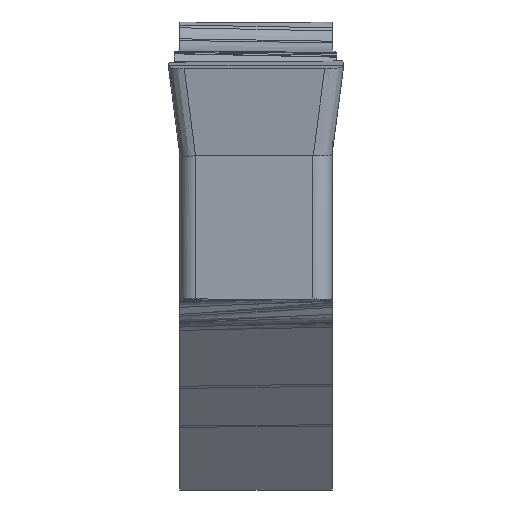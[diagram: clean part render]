
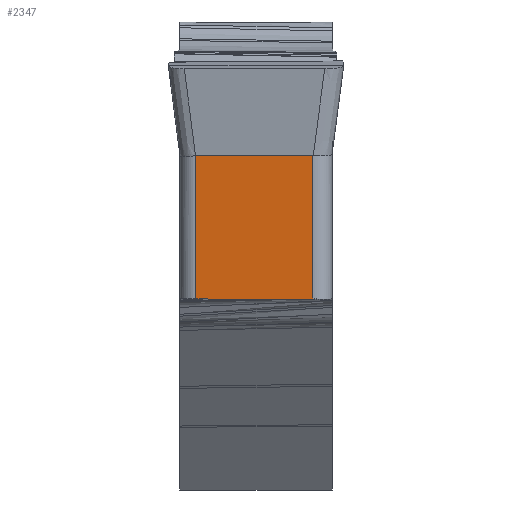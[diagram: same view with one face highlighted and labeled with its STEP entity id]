
A CAD part, front view. The second image highlights one B-rep face of the part: STEP entity #2347.
In plain terms, the highlighted planar face has unit normal (-0.087, -0.996, -0.035).
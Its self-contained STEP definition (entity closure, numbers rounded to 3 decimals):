
#293=DIRECTION('',(0.,-0.035,0.999));
#294=VECTOR('',#293,2.446);
#295=CARTESIAN_POINT('',(-1.026,0.357,
-3.923));
#296=LINE('',#295,#294);
#331=DIRECTION('',(-0.996,0.087,0.));
#332=VECTOR('',#331,2.008);
#333=CARTESIAN_POINT('',(0.974,0.097,
-1.478));
#334=LINE('',#333,#332);
#348=DIRECTION('',(0.,0.035,-0.999));
#349=VECTOR('',#348,2.438);
#350=CARTESIAN_POINT('',(0.974,0.097,
-1.478));
#351=LINE('',#350,#349);
#377=CARTESIAN_POINT('',(0.974,0.183,
-3.94));
#378=CARTESIAN_POINT('',(0.933,0.187,
-3.94));
#379=CARTESIAN_POINT('',(0.846,0.194,
-3.94));
#380=CARTESIAN_POINT('',(0.695,0.207,
-3.939));
#381=CARTESIAN_POINT('',(0.529,0.222,
-3.939));
#382=CARTESIAN_POINT('',(0.352,0.237,
-3.938));
#383=CARTESIAN_POINT('',(0.166,0.254,
-3.938));
#384=CARTESIAN_POINT('',(-0.023,0.27,
-3.937));
#385=CARTESIAN_POINT('',(-0.212,0.287,
-3.936));
#386=CARTESIAN_POINT('',(-0.398,0.303,
-3.936));
#387=CARTESIAN_POINT('',(-0.576,0.318,
-3.935));
#388=CARTESIAN_POINT('',(-0.744,0.333,
-3.935));
#389=CARTESIAN_POINT('',(-0.896,0.346,
-3.934));
#390=CARTESIAN_POINT('',(-0.985,0.354,
-3.934));
#391=CARTESIAN_POINT('',(-1.026,0.358,
-3.934));
#435=CARTESIAN_POINT('',(-1.026,0.358,
-3.934));
#461=DIRECTION('',(0.,0.035,-0.999));
#462=VECTOR('',#461,0.025);
#463=CARTESIAN_POINT('',(0.974,0.182,
-3.915));
#464=LINE('',#463,#462);
#1741=CARTESIAN_POINT('',(-1.026,0.358,
-3.934));
#1742=CARTESIAN_POINT('',(-1.026,0.358,
-3.93));
#1743=CARTESIAN_POINT('',(-1.026,0.357,
-3.926));
#1744=CARTESIAN_POINT('',(-1.026,0.357,
-3.923));
#1918=CARTESIAN_POINT('',(-1.026,0.357,
-3.923));
#1919=CARTESIAN_POINT('',(-1.026,0.272,
-1.478));
#1920=VERTEX_POINT('',#1918);
#1921=VERTEX_POINT('',#1919);
#1923=VERTEX_POINT('',#435);
#1924=CARTESIAN_POINT('',(0.974,0.097,
-1.478));
#1925=CARTESIAN_POINT('',(0.974,0.182,
-3.915));
#1926=VERTEX_POINT('',#1924);
#1927=VERTEX_POINT('',#1925);
#1928=VERTEX_POINT('',#377);
#2330=CARTESIAN_POINT('',(0.974,0.024,
0.624));
#2331=DIRECTION('',(0.087,0.996,0.035));
#2332=DIRECTION('',(0.996,-0.087,-0.003));
#2333=AXIS2_PLACEMENT_3D('',#2330,#2331,#2332);
#2334=PLANE('',#2333);
#2336=ORIENTED_EDGE('',*,*,#2335,.T.);
#2338=ORIENTED_EDGE('',*,*,#2337,.T.);
#2340=ORIENTED_EDGE('',*,*,#2339,.T.);
#2342=ORIENTED_EDGE('',*,*,#2341,.T.);
#2343=ORIENTED_EDGE('',*,*,#2305,.T.);
#2344=ORIENTED_EDGE('',*,*,#2243,.F.);
#2345=EDGE_LOOP('',(#2336,#2338,#2340,#2342,#2343,#2344));
#2346=FACE_OUTER_BOUND('',#2345,.F.);
#392=B_SPLINE_CURVE_WITH_KNOTS('',3,(#377,#378,#379,#380,#381,#382,#383,#384,
#385,#386,#387,#388,#389,#390,#391),.UNSPECIFIED.,.F.,.F.,(4,1,1,1,1,1,1,1,1,1,
1,1,4),(0.,0.083,0.167,0.25,0.333,
0.417,0.5,0.583,0.667,0.75,
0.833,0.917,1.),.UNSPECIFIED.);
#1745=B_SPLINE_CURVE_WITH_KNOTS('',3,(#1741,#1742,#1743,#1744),.UNSPECIFIED.,
.F.,.F.,(4,4),(0.,1.),.UNSPECIFIED.);
#2243=EDGE_CURVE('',#1926,#1921,#334,.T.);
#2305=EDGE_CURVE('',#1920,#1921,#296,.T.);
#2335=EDGE_CURVE('',#1926,#1927,#351,.T.);
#2337=EDGE_CURVE('',#1927,#1928,#464,.T.);
#2339=EDGE_CURVE('',#1928,#1923,#392,.T.);
#2341=EDGE_CURVE('',#1923,#1920,#1745,.T.);
#2347=ADVANCED_FACE('',(#2346),#2334,.F.);
